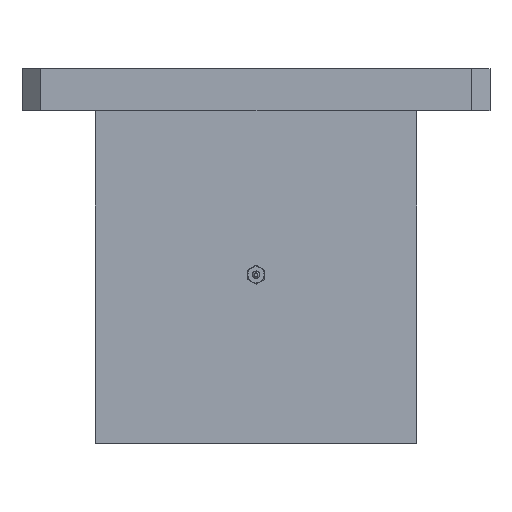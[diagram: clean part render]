
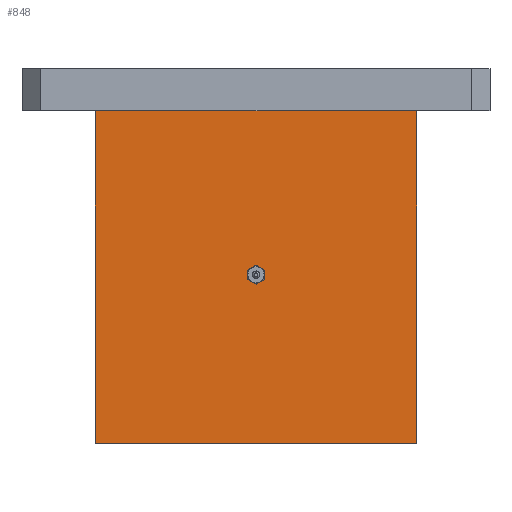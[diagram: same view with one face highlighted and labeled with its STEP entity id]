
A CAD part, front view. The second image highlights one B-rep face of the part: STEP entity #848.
In plain terms, the highlighted planar face has unit normal (0, -1, 0).
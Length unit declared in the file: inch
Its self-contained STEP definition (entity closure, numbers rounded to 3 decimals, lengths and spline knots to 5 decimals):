
#91 = VERTEX_POINT ( 'NONE', #4012 ) ;
#149 = LINE ( 'NONE', #1427, #3674 ) ;
#158 = VERTEX_POINT ( 'NONE', #333 ) ;
#333 = CARTESIAN_POINT ( 'NONE',  ( 0.86, -0.4625, -0.225 ) ) ;
#423 = FACE_OUTER_BOUND ( 'NONE', #816, .T. ) ;
#816 = EDGE_LOOP ( 'NONE', ( #2312, #2977, #2565, #3751 ) ) ;
#848 = ADVANCED_FACE ( 'NONE', ( #423 ), #2661, .T. ) ;
#895 = DIRECTION ( 'NONE',  ( 0., 0., 1. ) ) ;
#911 = EDGE_CURVE ( 'NONE', #158, #91, #149, .T. ) ;
#1119 = DIRECTION ( 'NONE',  ( 0., 0., 1. ) ) ;
#1235 = CARTESIAN_POINT ( 'NONE',  ( -0.86, -0.4625, -2. ) ) ;
#1427 = CARTESIAN_POINT ( 'NONE',  ( 0., -0.4625, -0.225 ) ) ;
#1473 = VERTEX_POINT ( 'NONE', #3953 ) ;
#1565 = LINE ( 'NONE', #1235, #2970 ) ;
#1690 = LINE ( 'NONE', #3305, #2336 ) ;
#1977 = DIRECTION ( 'NONE',  ( 0., -1., 0. ) ) ;
#2015 = VERTEX_POINT ( 'NONE', #3140 ) ;
#2236 = AXIS2_PLACEMENT_3D ( 'NONE', #2947, #1977, #3199 ) ;
#2312 = ORIENTED_EDGE ( 'NONE', *, *, #2316, .T. ) ;
#2316 = EDGE_CURVE ( 'NONE', #1473, #158, #3337, .T. ) ;
#2336 = VECTOR ( 'NONE', #3876, 39.37008 ) ;
#2459 = DIRECTION ( 'NONE',  ( -1., 0., 0. ) ) ;
#2461 = VECTOR ( 'NONE', #1119, 39.37008 ) ;
#2565 = ORIENTED_EDGE ( 'NONE', *, *, #3924, .F. ) ;
#2661 = PLANE ( 'NONE',  #2236 ) ;
#2755 = CARTESIAN_POINT ( 'NONE',  ( 0.86, -0.4625, -2. ) ) ;
#2947 = CARTESIAN_POINT ( 'NONE',  ( -0.86, -0.4625, -2. ) ) ;
#2970 = VECTOR ( 'NONE', #895, 39.37008 ) ;
#2977 = ORIENTED_EDGE ( 'NONE', *, *, #911, .T. ) ;
#3140 = CARTESIAN_POINT ( 'NONE',  ( -0.86, -0.4625, -2. ) ) ;
#3199 = DIRECTION ( 'NONE',  ( 0., 0., -1. ) ) ;
#3305 = CARTESIAN_POINT ( 'NONE',  ( -0.86, -0.4625, -2. ) ) ;
#3337 = LINE ( 'NONE', #2755, #2461 ) ;
#3367 = EDGE_CURVE ( 'NONE', #2015, #1473, #1690, .T. ) ;
#3674 = VECTOR ( 'NONE', #2459, 39.37008 ) ;
#3751 = ORIENTED_EDGE ( 'NONE', *, *, #3367, .T. ) ;
#3876 = DIRECTION ( 'NONE',  ( 1., 0., 0. ) ) ;
#3924 = EDGE_CURVE ( 'NONE', #2015, #91, #1565, .T. ) ;
#3953 = CARTESIAN_POINT ( 'NONE',  ( 0.86, -0.4625, -2. ) ) ;
#4012 = CARTESIAN_POINT ( 'NONE',  ( -0.86, -0.4625, -0.225 ) ) ;
